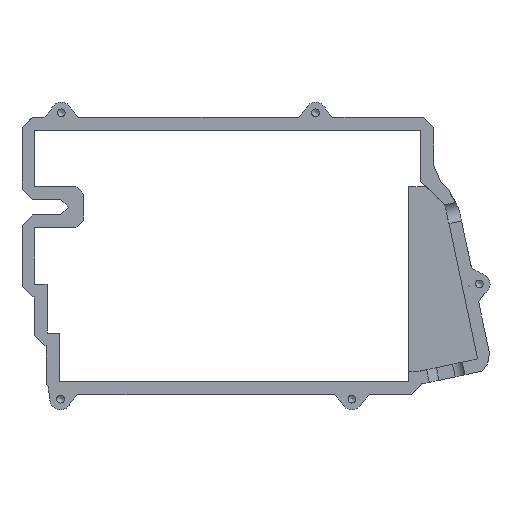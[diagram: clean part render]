
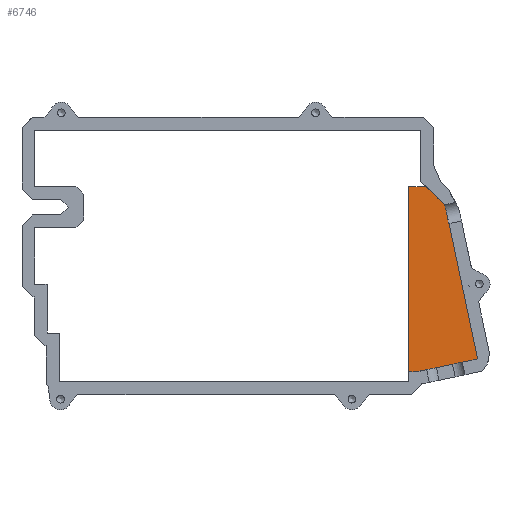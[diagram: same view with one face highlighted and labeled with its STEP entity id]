
A CAD part, front view. The second image highlights one B-rep face of the part: STEP entity #6746.
In plain terms, the highlighted planar face has unit normal (0, -1, 0).
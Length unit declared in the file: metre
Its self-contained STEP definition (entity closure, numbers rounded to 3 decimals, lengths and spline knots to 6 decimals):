
#344=LINE('',#10154,#1118);
#346=LINE('',#10158,#1120);
#349=LINE('',#10164,#1123);
#355=LINE('',#10183,#1129);
#356=LINE('',#10185,#1130);
#358=LINE('',#10189,#1132);
#360=LINE('',#10193,#1134);
#362=LINE('',#10197,#1136);
#364=LINE('',#10201,#1138);
#366=LINE('',#10205,#1140);
#369=LINE('',#10213,#1143);
#371=LINE('',#10219,#1145);
#372=LINE('',#10222,#1146);
#378=LINE('',#10236,#1152);
#405=LINE('',#10290,#1179);
#569=LINE('',#10650,#1343);
#1118=VECTOR('',#8007,1.);
#1120=VECTOR('',#8011,1.);
#1123=VECTOR('',#8016,1.);
#1129=VECTOR('',#8032,1.);
#1130=VECTOR('',#8035,1.);
#1132=VECTOR('',#8039,1.);
#1134=VECTOR('',#8043,1.);
#1136=VECTOR('',#8047,1.);
#1138=VECTOR('',#8051,1.);
#1140=VECTOR('',#8055,1.);
#1143=VECTOR('',#8062,1.);
#1145=VECTOR('',#8068,1.);
#1146=VECTOR('',#8073,1.);
#1152=VECTOR('',#8087,1.);
#1179=VECTOR('',#8140,1.);
#1343=VECTOR('',#8438,1.);
#2388=ORIENTED_EDGE('',*,*,#3993,.T.);
#2389=ORIENTED_EDGE('',*,*,#3996,.T.);
#2390=ORIENTED_EDGE('',*,*,#4006,.T.);
#2391=ORIENTED_EDGE('',*,*,#4007,.T.);
#2392=ORIENTED_EDGE('',*,*,#4009,.T.);
#2393=ORIENTED_EDGE('',*,*,#4011,.T.);
#2394=ORIENTED_EDGE('',*,*,#4013,.T.);
#2395=ORIENTED_EDGE('',*,*,#4015,.T.);
#2396=ORIENTED_EDGE('',*,*,#4017,.T.);
#2397=ORIENTED_EDGE('',*,*,#4021,.T.);
#2398=ORIENTED_EDGE('',*,*,#4024,.T.);
#2399=ORIENTED_EDGE('',*,*,#4026,.T.);
#2400=ORIENTED_EDGE('',*,*,#3991,.T.);
#2401=ORIENTED_EDGE('',*,*,#4034,.T.);
#2402=ORIENTED_EDGE('',*,*,#4243,.F.);
#2403=ORIENTED_EDGE('',*,*,#4061,.F.);
#3991=EDGE_CURVE('',#5000,#4999,#344,.T.);
#3993=EDGE_CURVE('',#5001,#5002,#346,.T.);
#3996=EDGE_CURVE('',#5002,#5003,#349,.T.);
#4006=EDGE_CURVE('',#5003,#5010,#355,.T.);
#4007=EDGE_CURVE('',#5010,#5011,#356,.T.);
#4009=EDGE_CURVE('',#5011,#5012,#358,.T.);
#4011=EDGE_CURVE('',#5012,#5013,#360,.T.);
#4013=EDGE_CURVE('',#5013,#5014,#362,.T.);
#4015=EDGE_CURVE('',#5014,#5015,#364,.T.);
#4017=EDGE_CURVE('',#5015,#5016,#366,.T.);
#4021=EDGE_CURVE('',#5016,#5018,#369,.T.);
#4024=EDGE_CURVE('',#5018,#5020,#371,.T.);
#4026=EDGE_CURVE('',#5020,#5000,#372,.T.);
#4034=EDGE_CURVE('',#4999,#5024,#378,.T.);
#4061=EDGE_CURVE('',#5001,#5039,#405,.T.);
#4243=EDGE_CURVE('',#5039,#5024,#569,.T.);
#4999=VERTEX_POINT('',#10153);
#5000=VERTEX_POINT('',#10155);
#5001=VERTEX_POINT('',#10159);
#5002=VERTEX_POINT('',#10160);
#5003=VERTEX_POINT('',#10165);
#5010=VERTEX_POINT('',#10182);
#5011=VERTEX_POINT('',#10186);
#5012=VERTEX_POINT('',#10190);
#5013=VERTEX_POINT('',#10194);
#5014=VERTEX_POINT('',#10198);
#5015=VERTEX_POINT('',#10202);
#5016=VERTEX_POINT('',#10206);
#5018=VERTEX_POINT('',#10212);
#5020=VERTEX_POINT('',#10218);
#5024=VERTEX_POINT('',#10235);
#5039=VERTEX_POINT('',#10291);
#5702=EDGE_LOOP('',(#2388,#2389,#2390,#2391,#2392,#2393,#2394,#2395,#2396,
#2397,#2398,#2399,#2400,#2401,#2402,#2403));
#6102=FACE_BOUND('',#5702,.T.);
#6482=PLANE('',#7242);
#6746=ADVANCED_FACE('',(#6102),#6482,.F.);
#7242=AXIS2_PLACEMENT_3D('',#10651,#8439,#8440);
#8007=DIRECTION('',(-0.219,0.,0.976));
#8011=DIRECTION('',(1.,0.,0.));
#8016=DIRECTION('',(0.978,0.,0.207));
#8032=DIRECTION('',(0.978,0.,0.207));
#8035=DIRECTION('',(0.979,0.,0.206));
#8039=DIRECTION('',(0.976,0.,0.216));
#8043=DIRECTION('',(0.976,0.,0.217));
#8047=DIRECTION('',(-0.207,0.,0.978));
#8051=DIRECTION('',(-0.206,0.,0.979));
#8055=DIRECTION('',(-0.228,0.,0.974));
#8062=DIRECTION('',(-0.225,0.,0.974));
#8068=DIRECTION('',(-0.224,0.,0.975));
#8073=DIRECTION('',(-0.219,0.,0.976));
#8087=DIRECTION('',(-0.712,0.,0.702));
#8140=DIRECTION('',(0.,0.,1.));
#8438=DIRECTION('',(1.,0.,0.));
#8439=DIRECTION('',(0.,1.,0.));
#8440=DIRECTION('',(1.,0.,0.));
#10153=CARTESIAN_POINT('',(0.196437,0.0105,0.096258));
#10154=CARTESIAN_POINT('',(0.196484,0.0105,0.096047));
#10155=CARTESIAN_POINT('',(0.196532,0.0105,0.095836));
#10158=CARTESIAN_POINT('',(0.184136,0.0105,0.031075));
#10159=CARTESIAN_POINT('',(0.182412,0.0105,0.031075));
#10160=CARTESIAN_POINT('',(0.185859,0.0105,0.031075));
#10164=CARTESIAN_POINT('',(0.185934,0.0105,0.031091));
#10165=CARTESIAN_POINT('',(0.18601,0.0105,0.031107));
#10182=CARTESIAN_POINT('',(0.206648,0.0105,0.035473));
#10183=CARTESIAN_POINT('',(0.196329,0.0105,0.03329));
#10185=CARTESIAN_POINT('',(0.206652,0.0105,0.035474));
#10186=CARTESIAN_POINT('',(0.206657,0.0105,0.035474));
#10189=CARTESIAN_POINT('',(0.206659,0.0105,0.035475));
#10190=CARTESIAN_POINT('',(0.20666,0.0105,0.035475));
#10193=CARTESIAN_POINT('',(0.207966,0.0105,0.035765));
#10194=CARTESIAN_POINT('',(0.209271,0.0105,0.036055));
#10197=CARTESIAN_POINT('',(0.203829,0.0105,0.061836));
#10198=CARTESIAN_POINT('',(0.198388,0.0105,0.087617));
#10201=CARTESIAN_POINT('',(0.198386,0.0105,0.087622));
#10202=CARTESIAN_POINT('',(0.198385,0.0105,0.087627));
#10205=CARTESIAN_POINT('',(0.198384,0.0105,0.087633));
#10206=CARTESIAN_POINT('',(0.198382,0.0105,0.087639));
#10212=CARTESIAN_POINT('',(0.19799,0.0105,0.089341));
#10213=CARTESIAN_POINT('',(0.198186,0.0105,0.08849));
#10218=CARTESIAN_POINT('',(0.197983,0.0105,0.089371));
#10219=CARTESIAN_POINT('',(0.197986,0.0105,0.089356));
#10222=CARTESIAN_POINT('',(0.197257,0.0105,0.092604));
#10235=CARTESIAN_POINT('',(0.189331,0.0105,0.103263));
#10236=CARTESIAN_POINT('',(0.192884,0.0105,0.09976));
#10290=CARTESIAN_POINT('',(0.182412,0.0105,0.067169));
#10291=CARTESIAN_POINT('',(0.182412,0.0105,0.103263));
#10650=CARTESIAN_POINT('',(0.185872,0.0105,0.103263));
#10651=CARTESIAN_POINT('',(0.123392,0.0105,0.0762));
